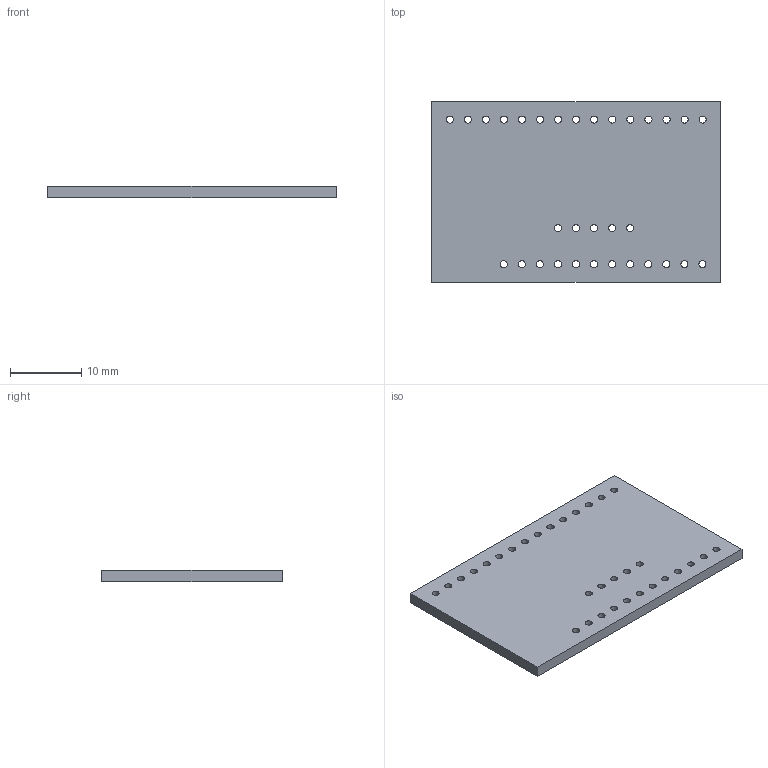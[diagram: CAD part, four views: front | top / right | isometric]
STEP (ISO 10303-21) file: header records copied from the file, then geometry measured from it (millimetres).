
FILE_DESCRIPTION(('KiCad electronic assembly'),'2;1');
FILE_NAME('Feather M0 Temp Sensor.STEP','2023-03-16T19:57:53',('Pcbnew') ,('Kicad'),'Open CASCADE STEP processor 7.6','KiCad to STEP converter' ,'Unknown');
FILE_SCHEMA(('AUTOMOTIVE_DESIGN { 1 0 10303 214 1 1 1 1 }'));
Length unit declared in the file: millimetre
Products named in the file (2): Feather M0 Temp Sensor 1; Feather M0 Temp Sensor PCB
Assembly tree (1 placements, depth 2):
  Feather M0 Temp Sensor 1
    Feather M0 Temp Sensor PCB
Bounding box: 40.64 x 25.4 x 1.6 mm (x, y, z)
Volume: 1611.4 mm3; surface area: 2386.4 mm2
Topology: 1 solids, 1 shells, 38 faces, 108 edges, 72 vertices
Faces by surface type: cylinder 32, plane 6
Full cylindrical faces by diameter (mm): 1 x32
Entity records: 3047 total; most frequent: CARTESIAN_POINT 820, DIRECTION 404, ORIENTED_EDGE 216, PCURVE 216, DEFINITIONAL_REPRESENTATION 216, LINE 196, VECTOR 196, EDGE_CURVE 108
